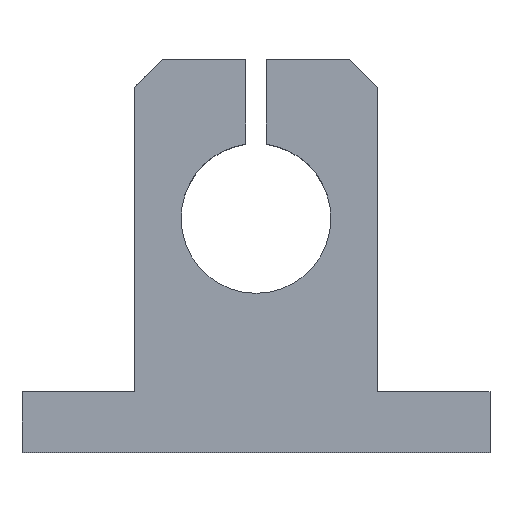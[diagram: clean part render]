
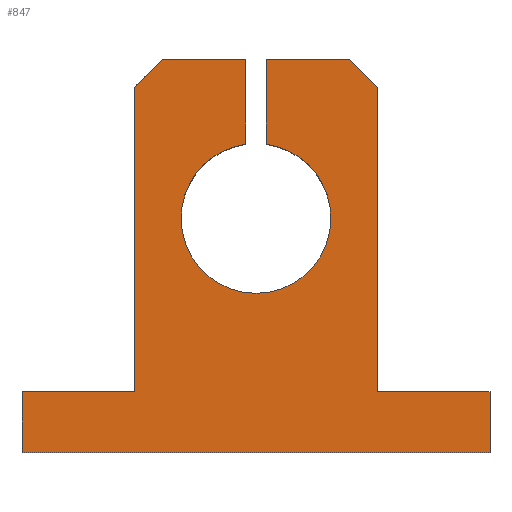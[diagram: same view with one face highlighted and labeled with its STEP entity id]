
A CAD part, top view. The second image highlights one B-rep face of the part: STEP entity #847.
In plain terms, the highlighted planar face has unit normal (0, 0, 1).
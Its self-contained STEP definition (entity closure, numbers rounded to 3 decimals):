
#5 = CIRCLE ( 'NONE', #111, 8. ) ;
#14 = EDGE_CURVE ( 'NONE', #283, #610, #5, .T. ) ;
#18 = CARTESIAN_POINT ( 'NONE',  ( 25., -21., 8. ) ) ;
#32 = DIRECTION ( 'NONE',  ( -0.707, -0.707, 0. ) ) ;
#45 = DIRECTION ( 'NONE',  ( -1., 0., 0. ) ) ;
#49 = VERTEX_POINT ( 'NONE', #335 ) ;
#51 = EDGE_CURVE ( 'NONE', #90, #661, #568, .T. ) ;
#52 = ORIENTED_EDGE ( 'NONE', *, *, #1035, .F. ) ;
#55 = VERTEX_POINT ( 'NONE', #18 ) ;
#58 = ORIENTED_EDGE ( 'NONE', *, *, #79, .T. ) ;
#59 = EDGE_CURVE ( 'NONE', #535, #560, #719, .T. ) ;
#61 = EDGE_CURVE ( 'NONE', #49, #90, #958, .T. ) ;
#62 = ORIENTED_EDGE ( 'NONE', *, *, #717, .T. ) ;
#66 = AXIS2_PLACEMENT_3D ( 'NONE', #200, #758, #208 ) ;
#69 = ORIENTED_EDGE ( 'NONE', *, *, #51, .F. ) ;
#74 = EDGE_CURVE ( 'NONE', #55, #927, #808, .T. ) ;
#79 = EDGE_CURVE ( 'NONE', #49, #278, #419, .T. ) ;
#85 = VECTOR ( 'NONE', #365, 1000. ) ;
#86 = EDGE_CURVE ( 'NONE', #585, #661, #423, .T. ) ;
#90 = VERTEX_POINT ( 'NONE', #196 ) ;
#93 = CARTESIAN_POINT ( 'NONE',  ( 25., 21., 8. ) ) ;
#110 = DIRECTION ( 'NONE',  ( 0., 0., 1. ) ) ;
#111 = AXIS2_PLACEMENT_3D ( 'NONE', #486, #965, #813 ) ;
#128 = LINE ( 'NONE', #540, #299 ) ;
#132 = EDGE_CURVE ( 'NONE', #610, #560, #512, .T. ) ;
#134 = AXIS2_PLACEMENT_3D ( 'NONE', #827, #110, #421 ) ;
#146 = ORIENTED_EDGE ( 'NONE', *, *, #132, .F. ) ;
#162 = CARTESIAN_POINT ( 'NONE',  ( -25., -21., 8. ) ) ;
#165 = VECTOR ( 'NONE', #321, 1000. ) ;
#173 = CARTESIAN_POINT ( 'NONE',  ( 1.075, 21., 8. ) ) ;
#176 = CARTESIAN_POINT ( 'NONE',  ( -10., 21., 8. ) ) ;
#186 = LINE ( 'NONE', #509, #476 ) ;
#193 = FACE_OUTER_BOUND ( 'NONE', #614, .T. ) ;
#194 = VECTOR ( 'NONE', #32, 1000. ) ;
#196 = CARTESIAN_POINT ( 'NONE',  ( -13., -14.5, 8. ) ) ;
#200 = CARTESIAN_POINT ( 'NONE',  ( 0., 0., 8. ) ) ;
#208 = DIRECTION ( 'NONE',  ( 1., 0., 0. ) ) ;
#210 = LINE ( 'NONE', #285, #85 ) ;
#224 = CARTESIAN_POINT ( 'NONE',  ( -25., -21., 8. ) ) ;
#250 = CARTESIAN_POINT ( 'NONE',  ( 13., -14.5, 8. ) ) ;
#264 = EDGE_CURVE ( 'NONE', #379, #520, #388, .T. ) ;
#267 = CARTESIAN_POINT ( 'NONE',  ( -25., 21., 8. ) ) ;
#278 = VERTEX_POINT ( 'NONE', #162 ) ;
#283 = VERTEX_POINT ( 'NONE', #618 ) ;
#285 = CARTESIAN_POINT ( 'NONE',  ( 13., 21., 8. ) ) ;
#296 = VERTEX_POINT ( 'NONE', #804 ) ;
#299 = VECTOR ( 'NONE', #45, 1000. ) ;
#301 = DIRECTION ( 'NONE',  ( 0., 1., 0. ) ) ;
#318 = ORIENTED_EDGE ( 'NONE', *, *, #264, .F. ) ;
#321 = DIRECTION ( 'NONE',  ( 1., 0., 0. ) ) ;
#332 = ORIENTED_EDGE ( 'NONE', *, *, #61, .F. ) ;
#335 = CARTESIAN_POINT ( 'NONE',  ( -25., -14.5, 8. ) ) ;
#365 = DIRECTION ( 'NONE',  ( 0., -1., 0. ) ) ;
#379 = VERTEX_POINT ( 'NONE', #484 ) ;
#388 = LINE ( 'NONE', #722, #946 ) ;
#392 = VECTOR ( 'NONE', #740, 1000. ) ;
#400 = CARTESIAN_POINT ( 'NONE',  ( -25., 21., 8. ) ) ;
#402 = ORIENTED_EDGE ( 'NONE', *, *, #86, .T. ) ;
#408 = VECTOR ( 'NONE', #911, 1000. ) ;
#419 = LINE ( 'NONE', #267, #408 ) ;
#421 = DIRECTION ( 'NONE',  ( 1., 0., 0. ) ) ;
#423 = LINE ( 'NONE', #751, #194 ) ;
#432 = VERTEX_POINT ( 'NONE', #250 ) ;
#433 = CARTESIAN_POINT ( 'NONE',  ( -1.075, 11.927, 8. ) ) ;
#452 = DIRECTION ( 'NONE',  ( 1., 0., 0. ) ) ;
#456 = ORIENTED_EDGE ( 'NONE', *, *, #639, .F. ) ;
#459 = VECTOR ( 'NONE', #301, 1000. ) ;
#466 = LINE ( 'NONE', #518, #867 ) ;
#473 = DIRECTION ( 'NONE',  ( 1., 0., 0. ) ) ;
#476 = VECTOR ( 'NONE', #838, 1000. ) ;
#482 = DIRECTION ( 'NONE',  ( -1., 0., 0. ) ) ;
#484 = CARTESIAN_POINT ( 'NONE',  ( -1.075, 21., 8. ) ) ;
#485 = EDGE_CURVE ( 'NONE', #727, #283, #654, .T. ) ;
#486 = CARTESIAN_POINT ( 'NONE',  ( 0., 4., 8. ) ) ;
#509 = CARTESIAN_POINT ( 'NONE',  ( 15.5, 15.5, 8. ) ) ;
#512 = LINE ( 'NONE', #613, #459 ) ;
#518 = CARTESIAN_POINT ( 'NONE',  ( 25., -14.5, 8. ) ) ;
#520 = VERTEX_POINT ( 'NONE', #433 ) ;
#527 = CIRCLE ( 'NONE', #800, 8. ) ;
#535 = VERTEX_POINT ( 'NONE', #845 ) ;
#540 = CARTESIAN_POINT ( 'NONE',  ( -25., 21., 8. ) ) ;
#549 = DIRECTION ( 'NONE',  ( 0., -1., 0. ) ) ;
#555 = CARTESIAN_POINT ( 'NONE',  ( -25., -14.5, 8. ) ) ;
#560 = VERTEX_POINT ( 'NONE', #173 ) ;
#568 = LINE ( 'NONE', #895, #392 ) ;
#585 = VERTEX_POINT ( 'NONE', #176 ) ;
#588 = PLANE ( 'NONE',  #66 ) ;
#601 = DIRECTION ( 'NONE',  ( 1., 0., 0. ) ) ;
#604 = ORIENTED_EDGE ( 'NONE', *, *, #59, .T. ) ;
#610 = VERTEX_POINT ( 'NONE', #809 ) ;
#613 = CARTESIAN_POINT ( 'NONE',  ( 1.075, -3.312, 8. ) ) ;
#614 = EDGE_LOOP ( 'NONE', ( #146, #891, #855, #456, #318, #772, #402, #69, #332, #58, #960, #937, #52, #653, #62, #604 ) ) ;
#618 = CARTESIAN_POINT ( 'NONE',  ( 8., 4., 8. ) ) ;
#633 = DIRECTION ( 'NONE',  ( 0., 0., 1. ) ) ;
#635 = VECTOR ( 'NONE', #901, 1000. ) ;
#639 = EDGE_CURVE ( 'NONE', #520, #727, #527, .T. ) ;
#653 = ORIENTED_EDGE ( 'NONE', *, *, #959, .F. ) ;
#654 = CIRCLE ( 'NONE', #134, 8. ) ;
#661 = VERTEX_POINT ( 'NONE', #869 ) ;
#691 = LINE ( 'NONE', #224, #731 ) ;
#705 = CARTESIAN_POINT ( 'NONE',  ( 25., -14.5, 8. ) ) ;
#717 = EDGE_CURVE ( 'NONE', #296, #535, #186, .T. ) ;
#719 = LINE ( 'NONE', #400, #811 ) ;
#722 = CARTESIAN_POINT ( 'NONE',  ( -1.075, -3.312, 8. ) ) ;
#727 = VERTEX_POINT ( 'NONE', #972 ) ;
#731 = VECTOR ( 'NONE', #452, 1000. ) ;
#740 = DIRECTION ( 'NONE',  ( 0., 1., 0. ) ) ;
#751 = CARTESIAN_POINT ( 'NONE',  ( -15.5, 15.5, 8. ) ) ;
#758 = DIRECTION ( 'NONE',  ( 0., 0., 1. ) ) ;
#772 = ORIENTED_EDGE ( 'NONE', *, *, #947, .T. ) ;
#795 = CARTESIAN_POINT ( 'NONE',  ( 0., 4., 8. ) ) ;
#800 = AXIS2_PLACEMENT_3D ( 'NONE', #795, #633, #473 ) ;
#804 = CARTESIAN_POINT ( 'NONE',  ( 13., 18., 8. ) ) ;
#808 = LINE ( 'NONE', #93, #635 ) ;
#809 = CARTESIAN_POINT ( 'NONE',  ( 1.075, 11.927, 8. ) ) ;
#811 = VECTOR ( 'NONE', #482, 1000. ) ;
#813 = DIRECTION ( 'NONE',  ( 1., 0., 0. ) ) ;
#827 = CARTESIAN_POINT ( 'NONE',  ( 0., 4., 8. ) ) ;
#838 = DIRECTION ( 'NONE',  ( -0.707, 0.707, 0. ) ) ;
#845 = CARTESIAN_POINT ( 'NONE',  ( 10., 21., 8. ) ) ;
#847 = ADVANCED_FACE ( 'NONE', ( #193 ), #588, .T. ) ;
#855 = ORIENTED_EDGE ( 'NONE', *, *, #485, .F. ) ;
#867 = VECTOR ( 'NONE', #601, 1000. ) ;
#869 = CARTESIAN_POINT ( 'NONE',  ( -13., 18., 8. ) ) ;
#891 = ORIENTED_EDGE ( 'NONE', *, *, #14, .F. ) ;
#895 = CARTESIAN_POINT ( 'NONE',  ( -13., 21., 8. ) ) ;
#901 = DIRECTION ( 'NONE',  ( 0., 1., 0. ) ) ;
#908 = EDGE_CURVE ( 'NONE', #278, #55, #691, .T. ) ;
#911 = DIRECTION ( 'NONE',  ( 0., -1., 0. ) ) ;
#927 = VERTEX_POINT ( 'NONE', #705 ) ;
#937 = ORIENTED_EDGE ( 'NONE', *, *, #74, .T. ) ;
#946 = VECTOR ( 'NONE', #549, 1000. ) ;
#947 = EDGE_CURVE ( 'NONE', #379, #585, #128, .T. ) ;
#958 = LINE ( 'NONE', #555, #165 ) ;
#959 = EDGE_CURVE ( 'NONE', #296, #432, #210, .T. ) ;
#960 = ORIENTED_EDGE ( 'NONE', *, *, #908, .T. ) ;
#965 = DIRECTION ( 'NONE',  ( 0., 0., 1. ) ) ;
#972 = CARTESIAN_POINT ( 'NONE',  ( -8., 4., 8. ) ) ;
#1035 = EDGE_CURVE ( 'NONE', #432, #927, #466, .T. ) ;
